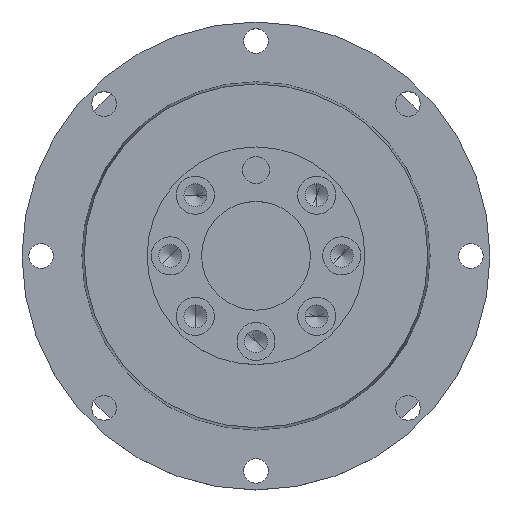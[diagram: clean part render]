
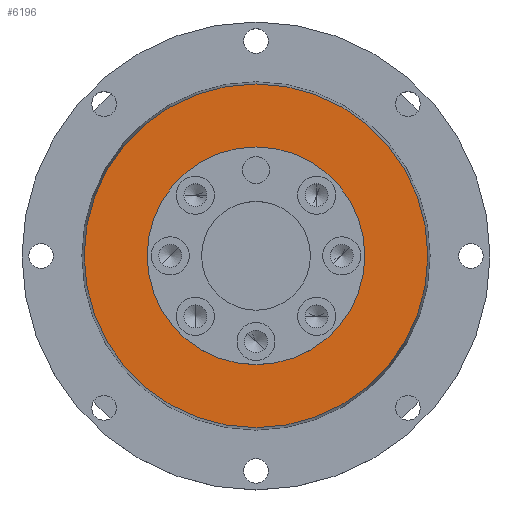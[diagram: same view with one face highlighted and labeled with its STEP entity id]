
A CAD part, top view. The second image highlights one B-rep face of the part: STEP entity #6196.
In plain terms, the highlighted planar face has unit normal (0, 0, 1).
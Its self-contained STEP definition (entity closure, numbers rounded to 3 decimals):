
#33 = DIRECTION ( 'NONE',  ( 1., 0., 0. ) ) ;
#43 = DIRECTION ( 'NONE',  ( 0., 0., 1. ) ) ;
#64 = CARTESIAN_POINT ( 'NONE',  ( 0., 0., 66.5 ) ) ;
#1202 = DIRECTION ( 'NONE',  ( 0., 0., -1. ) ) ;
#1244 = ORIENTED_EDGE ( 'NONE', *, *, #5341, .F. ) ;
#1256 = VERTEX_POINT ( 'NONE', #3810 ) ;
#1260 = ORIENTED_EDGE ( 'NONE', *, *, #4845, .T. ) ;
#1422 = AXIS2_PLACEMENT_3D ( 'NONE', #4006, #5454, #3740 ) ;
#1864 = DIRECTION ( 'NONE',  ( 0., 0., 1. ) ) ;
#2672 = ORIENTED_EDGE ( 'NONE', *, *, #9526, .T. ) ;
#2680 = PLANE ( 'NONE',  #8474 ) ;
#2710 = EDGE_LOOP ( 'NONE', ( #2672, #1260 ) ) ;
#2946 = AXIS2_PLACEMENT_3D ( 'NONE', #64, #43, #33 ) ;
#3047 = CARTESIAN_POINT ( 'NONE',  ( 0., 0., 66.5 ) ) ;
#3093 = AXIS2_PLACEMENT_3D ( 'NONE', #6228, #1864, #7001 ) ;
#3209 = VERTEX_POINT ( 'NONE', #6583 ) ;
#3672 = EDGE_CURVE ( 'NONE', #1256, #9358, #9186, .T. ) ;
#3740 = DIRECTION ( 'NONE',  ( 1., 0., 0. ) ) ;
#3784 = DIRECTION ( 'NONE',  ( 1., 0., 0. ) ) ;
#3810 = CARTESIAN_POINT ( 'NONE',  ( -20., 0., 66.5 ) ) ;
#4006 = CARTESIAN_POINT ( 'NONE',  ( 0., 0., 66.5 ) ) ;
#4733 = FACE_BOUND ( 'NONE', #9420, .T. ) ;
#4845 = EDGE_CURVE ( 'NONE', #3209, #9251, #6016, .T. ) ;
#5341 = EDGE_CURVE ( 'NONE', #9358, #1256, #8040, .T. ) ;
#5454 = DIRECTION ( 'NONE',  ( 0., 0., 1. ) ) ;
#5594 = ORIENTED_EDGE ( 'NONE', *, *, #3672, .F. ) ;
#6016 = CIRCLE ( 'NONE', #2946, 31.585 ) ;
#6196 = ADVANCED_FACE ( 'NONE', ( #4733, #8489 ), #2680, .F. ) ;
#6228 = CARTESIAN_POINT ( 'NONE',  ( 0., 0., 66.5 ) ) ;
#6321 = DIRECTION ( 'NONE',  ( -1., 0., 0. ) ) ;
#6583 = CARTESIAN_POINT ( 'NONE',  ( 31.585, 0., 66.5 ) ) ;
#7001 = DIRECTION ( 'NONE',  ( 1., 0., 0. ) ) ;
#7506 = CARTESIAN_POINT ( 'NONE',  ( 20., 0., 66.5 ) ) ;
#8035 = CIRCLE ( 'NONE', #3093, 31.585 ) ;
#8040 = CIRCLE ( 'NONE', #8206, 20. ) ;
#8206 = AXIS2_PLACEMENT_3D ( 'NONE', #3047, #8214, #3784 ) ;
#8214 = DIRECTION ( 'NONE',  ( 0., 0., 1. ) ) ;
#8474 = AXIS2_PLACEMENT_3D ( 'NONE', #9381, #1202, #6321 ) ;
#8489 = FACE_OUTER_BOUND ( 'NONE', #2710, .T. ) ;
#8855 = CARTESIAN_POINT ( 'NONE',  ( -31.585, 0., 66.5 ) ) ;
#9186 = CIRCLE ( 'NONE', #1422, 20. ) ;
#9251 = VERTEX_POINT ( 'NONE', #8855 ) ;
#9358 = VERTEX_POINT ( 'NONE', #7506 ) ;
#9381 = CARTESIAN_POINT ( 'NONE',  ( 0., 31.585, 66.5 ) ) ;
#9420 = EDGE_LOOP ( 'NONE', ( #1244, #5594 ) ) ;
#9526 = EDGE_CURVE ( 'NONE', #9251, #3209, #8035, .T. ) ;
